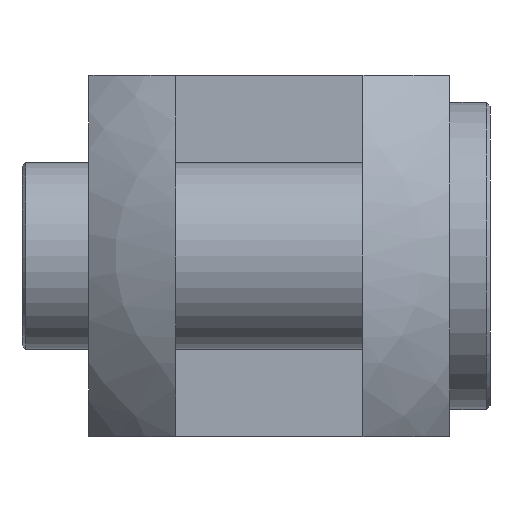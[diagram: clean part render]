
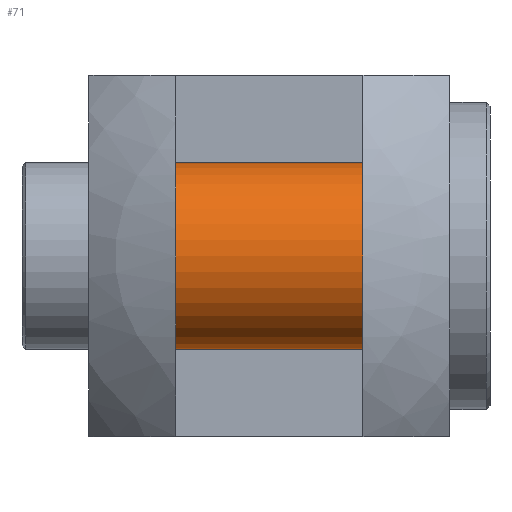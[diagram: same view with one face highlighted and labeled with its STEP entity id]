
A CAD part, left-side view. The second image highlights one B-rep face of the part: STEP entity #71.
In plain terms, the highlighted cylindrical face has radius 7 mm (diameter 14 mm), a full revolution.
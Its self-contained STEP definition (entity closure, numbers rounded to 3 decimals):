
#71 = ADVANCED_FACE( '', ( #155, #156 ), #157, .T. );
#155 = FACE_OUTER_BOUND( '', #248, .T. );
#156 = FACE_OUTER_BOUND( '', #249, .T. );
#157 = CYLINDRICAL_SURFACE( '', #250, 7. );
#248 = EDGE_LOOP( '', ( #381 ) );
#249 = EDGE_LOOP( '', ( #382 ) );
#250 = AXIS2_PLACEMENT_3D( '', #383, #384, #385 );
#381 = ORIENTED_EDGE( '', *, *, #502, .F. );
#382 = ORIENTED_EDGE( '', *, *, #496, .F. );
#383 = CARTESIAN_POINT( '', ( 0., -16.5, 0. ) );
#384 = DIRECTION( '', ( 0., 1., 0. ) );
#385 = DIRECTION( '', ( 0., 0., -1. ) );
#496 = EDGE_CURVE( '', #580, #580, #581, .F. );
#502 = EDGE_CURVE( '', #589, #589, #590, .F. );
#580 = VERTEX_POINT( '', #680 );
#581 = CIRCLE( '', #681, 7. );
#589 = VERTEX_POINT( '', #691 );
#590 = CIRCLE( '', #692, 7. );
#680 = CARTESIAN_POINT( '', ( 7., 7., 0. ) );
#681 = AXIS2_PLACEMENT_3D( '', #783, #784, #785 );
#691 = CARTESIAN_POINT( '', ( 0., -7., 7. ) );
#692 = AXIS2_PLACEMENT_3D( '', #791, #792, #793 );
#783 = CARTESIAN_POINT( '', ( 0., 7., 0. ) );
#784 = DIRECTION( '', ( 0., -1., 0. ) );
#785 = DIRECTION( '', ( 1., 0., 0. ) );
#791 = CARTESIAN_POINT( '', ( 0., -7., 0. ) );
#792 = DIRECTION( '', ( 0., 1., 0. ) );
#793 = DIRECTION( '', ( 0., 0., 1. ) );
